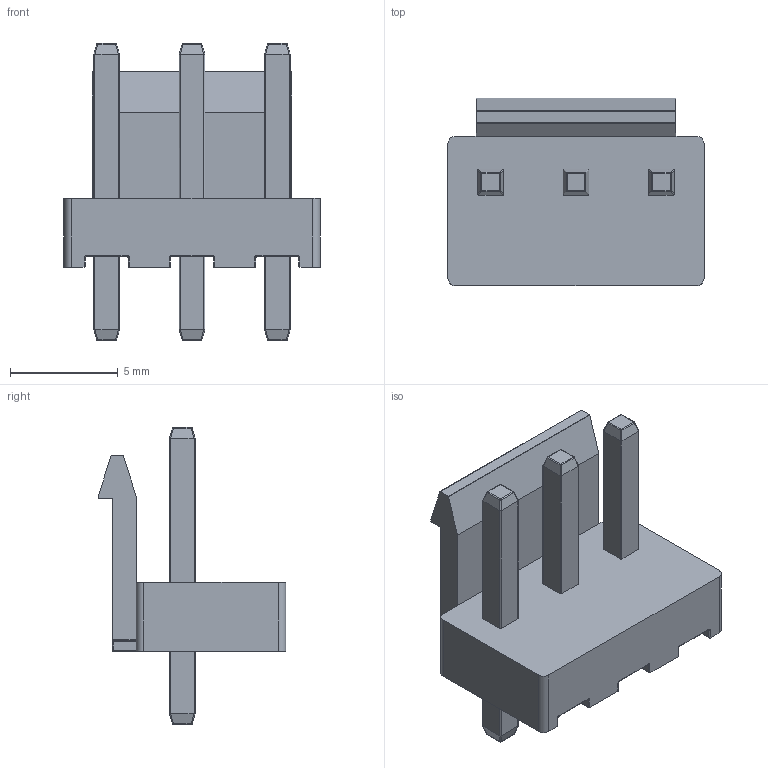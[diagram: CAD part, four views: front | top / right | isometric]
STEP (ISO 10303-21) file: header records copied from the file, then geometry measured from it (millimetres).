
FILE_DESCRIPTION (( 'STEP AP214' ), '1' );
FILE_NAME ('VH3.96-3A.step', '2022-08-08T03:35:48', ( '' ), ( '' ), 'SwSTEP 2.0', 'SolidWorks 2020', '' );
FILE_SCHEMA (( 'AUTOMOTIVE_DESIGN' ));
Length unit declared in the file: millimetre
Products named in the file (1): VH3.96-3A
Bounding box: 11.88 x 8.7 x 13.8 mm (x, y, z)
Volume: 372.8 mm3; surface area: 621.4 mm2
Topology: 1 solids, 1 shells, 510 faces, 1324 edges, 813 vertices
Faces by surface type: plane 220, cylinder 141, bspline 98, sphere 28, torus 23
Entity records: 21307 total; most frequent: CARTESIAN_POINT 4205, ORIENTED_EDGE 2592, DIRECTION 2044, EDGE_CURVE 1296, VERTEX_POINT 813, LINE 788, VECTOR 788, AXIS2_PLACEMENT_3D 628
